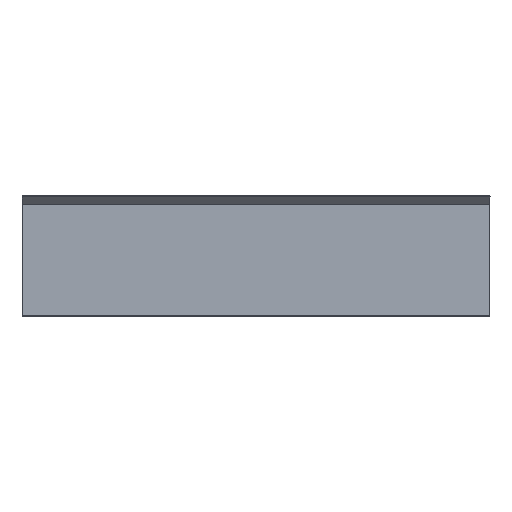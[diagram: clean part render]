
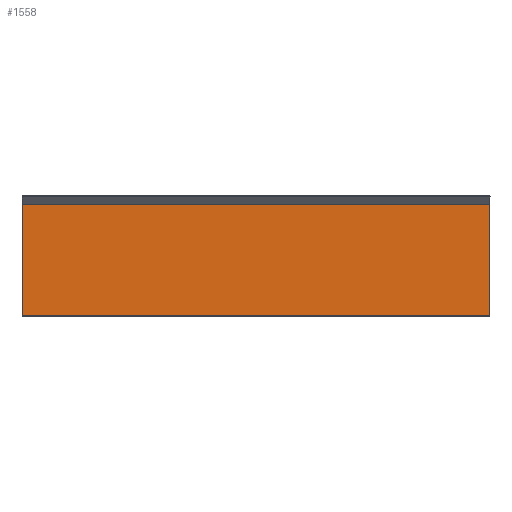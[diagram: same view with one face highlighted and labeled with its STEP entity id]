
A CAD part, top view. The second image highlights one B-rep face of the part: STEP entity #1558.
In plain terms, the highlighted planar face has unit normal (0, 0, 1).
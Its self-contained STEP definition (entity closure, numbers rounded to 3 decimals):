
#1138=CARTESIAN_POINT('',(-0.941,264.624,567.032));
#1139=VERTEX_POINT('',#1138);
#1146=CARTESIAN_POINT('',(-185.977,264.65,567.032));
#1147=VERTEX_POINT('',#1146);
#1148=CARTESIAN_POINT('',(-185.977,264.65,567.032));
#1149=DIRECTION('',(1.,0.,-0.));
#1150=VECTOR('',#1149,185.036);
#1151=LINE('',#1148,#1150);
#1152=EDGE_CURVE('',#1147,#1139,#1151,.T.);
#1528=CARTESIAN_POINT('',(2.822,302.177,567.032));
#1529=DIRECTION('',(0.,0.,1.));
#1530=DIRECTION('',(1.,0.,-0.));
#1531=AXIS2_PLACEMENT_3D('',#1528,#1529,#1530);
#1532=PLANE('',#1531);
#1533=ORIENTED_EDGE('',*,*,#1152,.T.);
#1534=CARTESIAN_POINT('',(-0.941,308.664,567.032));
#1535=VERTEX_POINT('',#1534);
#1536=CARTESIAN_POINT('',(-0.941,308.664,567.032));
#1537=DIRECTION('',(-0.,-1.,0.));
#1538=VECTOR('',#1537,44.04);
#1539=LINE('',#1536,#1538);
#1540=EDGE_CURVE('',#1535,#1139,#1539,.T.);
#1541=ORIENTED_EDGE('',*,*,#1540,.F.);
#1542=CARTESIAN_POINT('',(-185.977,308.69,567.032));
#1543=VERTEX_POINT('',#1542);
#1544=CARTESIAN_POINT('',(-185.977,308.69,567.032));
#1545=DIRECTION('',(1.,0.,-0.));
#1546=VECTOR('',#1545,185.036);
#1547=LINE('',#1544,#1546);
#1548=EDGE_CURVE('',#1543,#1535,#1547,.T.);
#1549=ORIENTED_EDGE('',*,*,#1548,.F.);
#1550=CARTESIAN_POINT('',(-185.977,308.69,567.032));
#1551=DIRECTION('',(-0.,-1.,0.));
#1552=VECTOR('',#1551,44.04);
#1553=LINE('',#1550,#1552);
#1554=EDGE_CURVE('',#1543,#1147,#1553,.T.);
#1555=ORIENTED_EDGE('',*,*,#1554,.T.);
#1556=EDGE_LOOP('',(#1533,#1541,#1549,#1555));
#1557=FACE_BOUND('',#1556,.T.);
#1558=ADVANCED_FACE('',(#1557),#1532,.T.);
